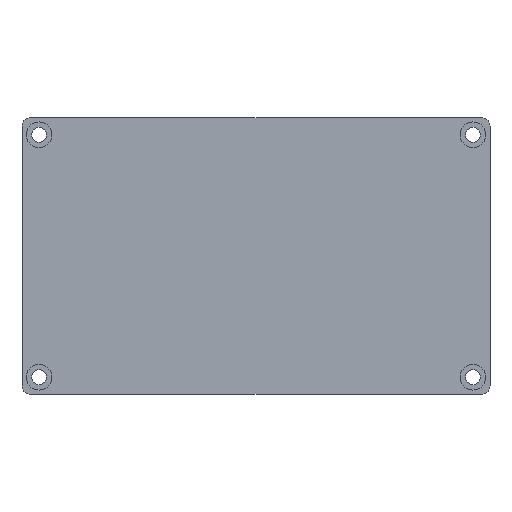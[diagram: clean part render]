
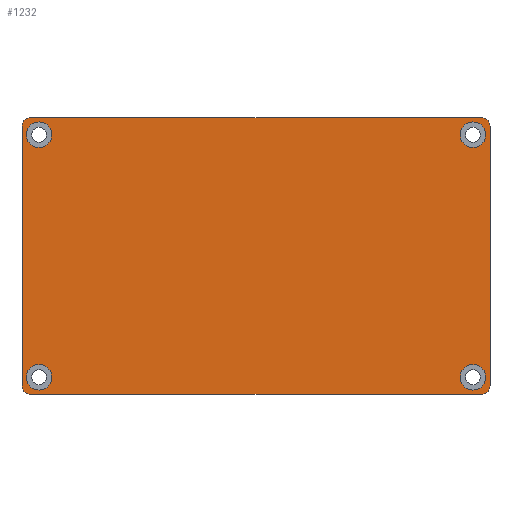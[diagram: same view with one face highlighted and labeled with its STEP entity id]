
A CAD part, front view. The second image highlights one B-rep face of the part: STEP entity #1232.
In plain terms, the highlighted planar face has unit normal (0, -1, 0).
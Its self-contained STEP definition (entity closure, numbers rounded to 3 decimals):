
#1=CARTESIAN_POINT('',(51.,0.,-28.5));
#2=DIRECTION('',(0.,-1.,0.));
#3=DIRECTION('',(-1.,0.,0.));
#4=AXIS2_PLACEMENT_3D('',#1,#2,#3);
#6=CARTESIAN_POINT('',(51.,0.,-28.5));
#7=DIRECTION('',(0.,-1.,0.));
#8=DIRECTION('',(1.,0.,0.));
#9=AXIS2_PLACEMENT_3D('',#6,#7,#8);
#11=CARTESIAN_POINT('',(-51.,0.,-28.5));
#12=DIRECTION('',(0.,-1.,0.));
#13=DIRECTION('',(-1.,0.,0.));
#14=AXIS2_PLACEMENT_3D('',#11,#12,#13);
#16=CARTESIAN_POINT('',(-51.,0.,-28.5));
#17=DIRECTION('',(0.,-1.,0.));
#18=DIRECTION('',(1.,0.,0.));
#19=AXIS2_PLACEMENT_3D('',#16,#17,#18);
#21=CARTESIAN_POINT('',(51.,0.,28.5));
#22=DIRECTION('',(0.,-1.,0.));
#23=DIRECTION('',(-1.,0.,0.));
#24=AXIS2_PLACEMENT_3D('',#21,#22,#23);
#26=CARTESIAN_POINT('',(51.,0.,28.5));
#27=DIRECTION('',(0.,-1.,0.));
#28=DIRECTION('',(1.,0.,0.));
#29=AXIS2_PLACEMENT_3D('',#26,#27,#28);
#31=CARTESIAN_POINT('',(-51.,0.,28.5));
#32=DIRECTION('',(0.,-1.,0.));
#33=DIRECTION('',(-1.,0.,0.));
#34=AXIS2_PLACEMENT_3D('',#31,#32,#33);
#36=CARTESIAN_POINT('',(-51.,0.,28.5));
#37=DIRECTION('',(0.,-1.,0.));
#38=DIRECTION('',(1.,0.,0.));
#39=AXIS2_PLACEMENT_3D('',#36,#37,#38);
#41=CARTESIAN_POINT('',(53.,0.,-30.5));
#42=DIRECTION('',(0.,-1.,0.));
#43=DIRECTION('',(0.,0.,-1.));
#44=AXIS2_PLACEMENT_3D('',#41,#42,#43);
#46=DIRECTION('',(-1.,0.,0.));
#47=VECTOR('',#46,106.);
#48=CARTESIAN_POINT('',(53.,0.,-32.5));
#49=LINE('',#48,#47);
#50=CARTESIAN_POINT('',(-53.,0.,-30.5));
#51=DIRECTION('',(0.,-1.,0.));
#52=DIRECTION('',(-1.,0.,0.));
#53=AXIS2_PLACEMENT_3D('',#50,#51,#52);
#55=DIRECTION('',(0.,0.,1.));
#56=VECTOR('',#55,61.);
#57=CARTESIAN_POINT('',(-55.,0.,-30.5));
#58=LINE('',#57,#56);
#59=CARTESIAN_POINT('',(-53.,0.,30.5));
#60=DIRECTION('',(0.,-1.,0.));
#61=DIRECTION('',(0.,0.,1.));
#62=AXIS2_PLACEMENT_3D('',#59,#60,#61);
#64=DIRECTION('',(1.,0.,0.));
#65=VECTOR('',#64,106.);
#66=CARTESIAN_POINT('',(-53.,0.,32.5));
#67=LINE('',#66,#65);
#68=CARTESIAN_POINT('',(53.,0.,30.5));
#69=DIRECTION('',(0.,-1.,0.));
#70=DIRECTION('',(1.,0.,0.));
#71=AXIS2_PLACEMENT_3D('',#68,#69,#70);
#73=DIRECTION('',(0.,0.,-1.));
#74=VECTOR('',#73,61.);
#75=CARTESIAN_POINT('',(55.,0.,30.5));
#76=LINE('',#75,#74);
#945=CARTESIAN_POINT('',(48.,0.,-28.5));
#946=CARTESIAN_POINT('',(54.,0.,-28.5));
#947=VERTEX_POINT('',#945);
#948=VERTEX_POINT('',#946);
#949=CARTESIAN_POINT('',(-54.,0.,-28.5));
#950=CARTESIAN_POINT('',(-48.,0.,-28.5));
#951=VERTEX_POINT('',#949);
#952=VERTEX_POINT('',#950);
#953=CARTESIAN_POINT('',(48.,0.,28.5));
#954=CARTESIAN_POINT('',(54.,0.,28.5));
#955=VERTEX_POINT('',#953);
#956=VERTEX_POINT('',#954);
#957=CARTESIAN_POINT('',(-54.,0.,28.5));
#958=CARTESIAN_POINT('',(-48.,0.,28.5));
#959=VERTEX_POINT('',#957);
#960=VERTEX_POINT('',#958);
#1089=CARTESIAN_POINT('',(53.,0.,-32.5));
#1090=CARTESIAN_POINT('',(55.,0.,-30.5));
#1091=VERTEX_POINT('',#1089);
#1092=VERTEX_POINT('',#1090);
#1093=CARTESIAN_POINT('',(55.,0.,30.5));
#1094=CARTESIAN_POINT('',(53.,0.,32.5));
#1095=VERTEX_POINT('',#1093);
#1096=VERTEX_POINT('',#1094);
#1097=CARTESIAN_POINT('',(-53.,0.,32.5));
#1098=CARTESIAN_POINT('',(-55.,0.,30.5));
#1099=VERTEX_POINT('',#1097);
#1100=VERTEX_POINT('',#1098);
#1101=CARTESIAN_POINT('',(-55.,0.,-30.5));
#1102=CARTESIAN_POINT('',(-53.,0.,-32.5));
#1103=VERTEX_POINT('',#1101);
#1104=VERTEX_POINT('',#1102);
#1185=CARTESIAN_POINT('',(0.,0.,0.));
#1186=DIRECTION('',(0.,1.,0.));
#1187=DIRECTION('',(1.,0.,0.));
#1188=AXIS2_PLACEMENT_3D('',#1185,#1186,#1187);
#1189=PLANE('',#1188);
#1191=ORIENTED_EDGE('',*,*,#1190,.F.);
#1193=ORIENTED_EDGE('',*,*,#1192,.T.);
#1195=ORIENTED_EDGE('',*,*,#1194,.F.);
#1197=ORIENTED_EDGE('',*,*,#1196,.T.);
#1199=ORIENTED_EDGE('',*,*,#1198,.F.);
#1201=ORIENTED_EDGE('',*,*,#1200,.T.);
#1203=ORIENTED_EDGE('',*,*,#1202,.F.);
#1205=ORIENTED_EDGE('',*,*,#1204,.T.);
#1206=EDGE_LOOP('',(#1191,#1193,#1195,#1197,#1199,#1201,#1203,#1205));
#1207=FACE_OUTER_BOUND('',#1206,.F.);
#1209=ORIENTED_EDGE('',*,*,#1208,.T.);
#1211=ORIENTED_EDGE('',*,*,#1210,.T.);
#1212=EDGE_LOOP('',(#1209,#1211));
#1213=FACE_BOUND('',#1212,.F.);
#1215=ORIENTED_EDGE('',*,*,#1214,.T.);
#1217=ORIENTED_EDGE('',*,*,#1216,.T.);
#1218=EDGE_LOOP('',(#1215,#1217));
#1219=FACE_BOUND('',#1218,.F.);
#1221=ORIENTED_EDGE('',*,*,#1220,.T.);
#1223=ORIENTED_EDGE('',*,*,#1222,.T.);
#1224=EDGE_LOOP('',(#1221,#1223));
#1225=FACE_BOUND('',#1224,.F.);
#1227=ORIENTED_EDGE('',*,*,#1226,.T.);
#1229=ORIENTED_EDGE('',*,*,#1228,.T.);
#1230=EDGE_LOOP('',(#1227,#1229));
#1231=FACE_BOUND('',#1230,.F.);
#1232=ADVANCED_FACE('',(#1207,#1213,#1219,#1225,#1231),#1189,.F.);
#5=CIRCLE('',#4,3.);
#10=CIRCLE('',#9,3.);
#15=CIRCLE('',#14,3.);
#20=CIRCLE('',#19,3.);
#25=CIRCLE('',#24,3.);
#30=CIRCLE('',#29,3.);
#35=CIRCLE('',#34,3.);
#40=CIRCLE('',#39,3.);
#45=CIRCLE('',#44,2.);
#54=CIRCLE('',#53,2.);
#63=CIRCLE('',#62,2.);
#72=CIRCLE('',#71,2.);
#1190=EDGE_CURVE('',#1091,#1092,#45,.T.);
#1192=EDGE_CURVE('',#1091,#1104,#49,.T.);
#1194=EDGE_CURVE('',#1103,#1104,#54,.T.);
#1196=EDGE_CURVE('',#1103,#1100,#58,.T.);
#1198=EDGE_CURVE('',#1099,#1100,#63,.T.);
#1200=EDGE_CURVE('',#1099,#1096,#67,.T.);
#1202=EDGE_CURVE('',#1095,#1096,#72,.T.);
#1204=EDGE_CURVE('',#1095,#1092,#76,.T.);
#1208=EDGE_CURVE('',#951,#952,#15,.T.);
#1210=EDGE_CURVE('',#952,#951,#20,.T.);
#1214=EDGE_CURVE('',#955,#956,#25,.T.);
#1216=EDGE_CURVE('',#956,#955,#30,.T.);
#1220=EDGE_CURVE('',#959,#960,#35,.T.);
#1222=EDGE_CURVE('',#960,#959,#40,.T.);
#1226=EDGE_CURVE('',#947,#948,#5,.T.);
#1228=EDGE_CURVE('',#948,#947,#10,.T.);
